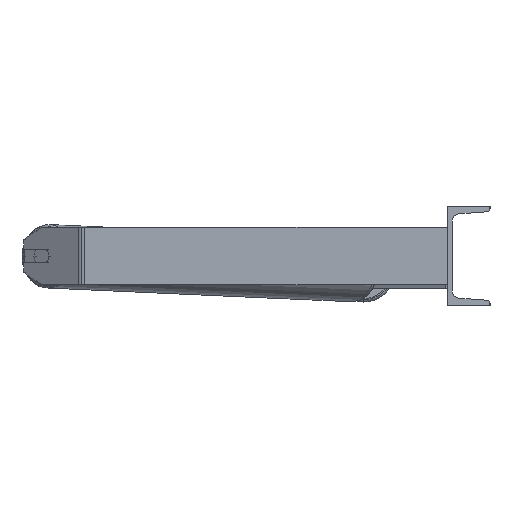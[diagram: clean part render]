
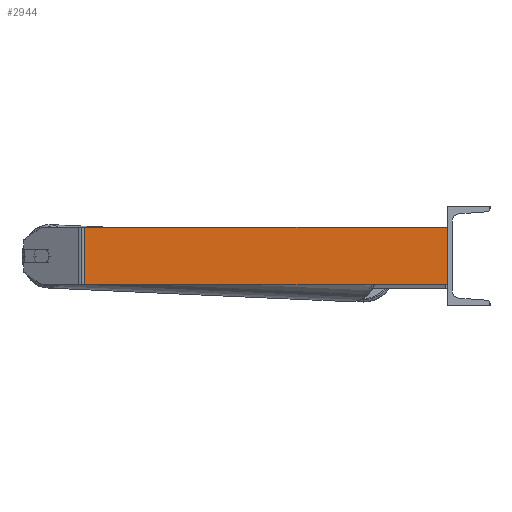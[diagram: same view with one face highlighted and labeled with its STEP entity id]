
A CAD part, left-side view. The second image highlights one B-rep face of the part: STEP entity #2944.
In plain terms, the highlighted planar face has unit normal (-1, 0, 0).
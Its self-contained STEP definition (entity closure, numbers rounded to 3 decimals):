
#64 = CARTESIAN_POINT ( 'NONE',  ( -1085., 0., -40. ) ) ;
#297 = PLANE ( 'NONE',  #4200 ) ;
#502 = LINE ( 'NONE', #6093, #3715 ) ;
#678 = VERTEX_POINT ( 'NONE', #3674 ) ;
#708 = EDGE_CURVE ( 'NONE', #7179, #2546, #5663, .T. ) ;
#990 = DIRECTION ( 'NONE',  ( 0., 1., 0. ) ) ;
#1696 = VECTOR ( 'NONE', #4187, 1000. ) ;
#2186 = EDGE_CURVE ( 'NONE', #4527, #7179, #3451, .T. ) ;
#2447 = CARTESIAN_POINT ( 'NONE',  ( -1085., 512.697, 40. ) ) ;
#2546 = VERTEX_POINT ( 'NONE', #64 ) ;
#2944 = ADVANCED_FACE ( 'NONE', ( #5794 ), #297, .F. ) ;
#2984 = CARTESIAN_POINT ( 'NONE',  ( -1085., 0., 40. ) ) ;
#3451 = LINE ( 'NONE', #8914, #1696 ) ;
#3594 = ORIENTED_EDGE ( 'NONE', *, *, #3819, .T. ) ;
#3644 = CARTESIAN_POINT ( 'NONE',  ( -1085., 0., 40. ) ) ;
#3674 = CARTESIAN_POINT ( 'NONE',  ( -1085., 507.652, -40. ) ) ;
#3715 = VECTOR ( 'NONE', #8889, 1000. ) ;
#3819 = EDGE_CURVE ( 'NONE', #4527, #678, #502, .T. ) ;
#3969 = DIRECTION ( 'NONE',  ( 0., -1., 0. ) ) ;
#4004 = VECTOR ( 'NONE', #3969, 1000. ) ;
#4080 = ORIENTED_EDGE ( 'NONE', *, *, #2186, .F. ) ;
#4187 = DIRECTION ( 'NONE',  ( 0., -1., 0. ) ) ;
#4200 = AXIS2_PLACEMENT_3D ( 'NONE', #2447, #8597, #990 ) ;
#4261 = EDGE_LOOP ( 'NONE', ( #7218, #5832, #4080, #3594 ) ) ;
#4527 = VERTEX_POINT ( 'NONE', #4652 ) ;
#4652 = CARTESIAN_POINT ( 'NONE',  ( -1085., 507.652, 40. ) ) ;
#4827 = LINE ( 'NONE', #8833, #4004 ) ;
#4941 = EDGE_CURVE ( 'NONE', #678, #2546, #4827, .T. ) ;
#4977 = DIRECTION ( 'NONE',  ( 0., 0., -1. ) ) ;
#5663 = LINE ( 'NONE', #2984, #6354 ) ;
#5794 = FACE_OUTER_BOUND ( 'NONE', #4261, .T. ) ;
#5832 = ORIENTED_EDGE ( 'NONE', *, *, #708, .F. ) ;
#6093 = CARTESIAN_POINT ( 'NONE',  ( -1085., 507.652, 40. ) ) ;
#6354 = VECTOR ( 'NONE', #4977, 1000. ) ;
#7179 = VERTEX_POINT ( 'NONE', #3644 ) ;
#7218 = ORIENTED_EDGE ( 'NONE', *, *, #4941, .T. ) ;
#8597 = DIRECTION ( 'NONE',  ( 1., 0., 0. ) ) ;
#8833 = CARTESIAN_POINT ( 'NONE',  ( -1085., 512.697, -40. ) ) ;
#8889 = DIRECTION ( 'NONE',  ( 0., 0., -1. ) ) ;
#8914 = CARTESIAN_POINT ( 'NONE',  ( -1085., 512.697, 40. ) ) ;
